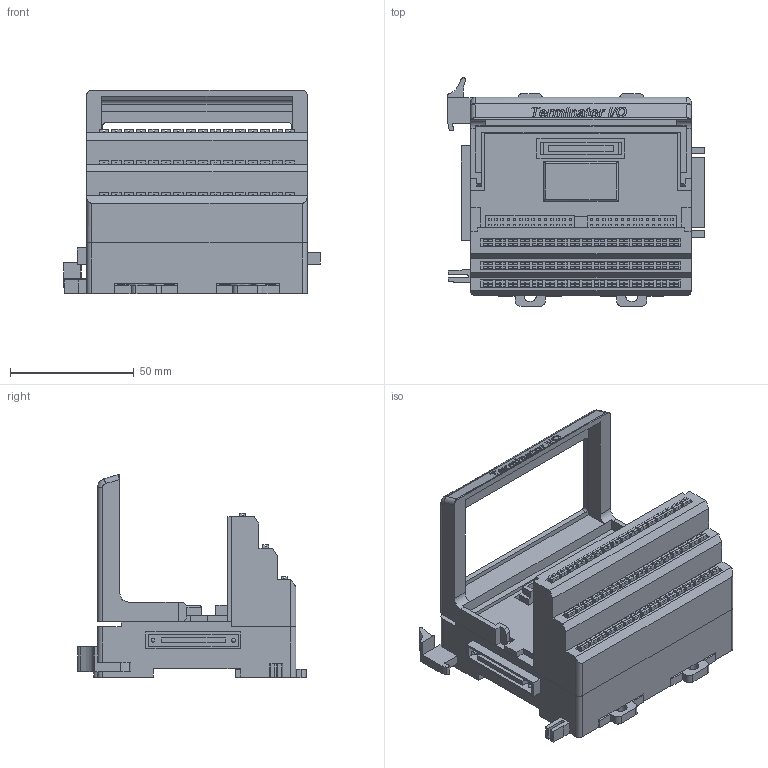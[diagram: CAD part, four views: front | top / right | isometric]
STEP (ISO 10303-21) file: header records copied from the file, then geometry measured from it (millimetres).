
FILE_DESCRIPTION (( 'STEP AP214' ), '1' );
FILE_NAME ('T1K-16B-1.STEP', '2013-11-21T16:08:13', ( '' ), ( '' ), 'SwSTEP 2.0', 'SolidWorks 2013', '' );
FILE_SCHEMA (( 'AUTOMOTIVE_DESIGN' ));
Length unit declared in the file: millimetre
Products named in the file (1): T1K-16B-1
Bounding box: 103.5 x 92.07 x 82.17 mm (x, y, z)
Volume: 253266.8 mm3; surface area: 68978.4 mm2
Topology: 16 solids, 16 shells, 1656 faces, 4619 edges, 3071 vertices
Faces by surface type: plane 1466, bspline 99, cylinder 85, sphere 4, torus 2
Entity records: 66390 total; most frequent: CARTESIAN_POINT 13946, ORIENTED_EDGE 9222, DIRECTION 7693, EDGE_CURVE 4611, VECTOR 4241, LINE 4241, VERTEX_POINT 3067, EDGE_LOOP 1864
